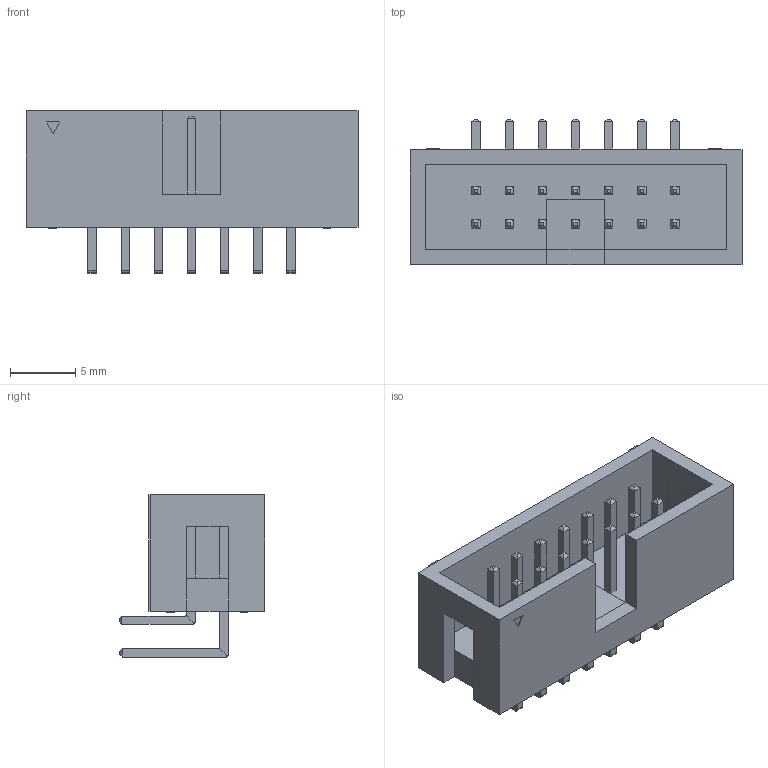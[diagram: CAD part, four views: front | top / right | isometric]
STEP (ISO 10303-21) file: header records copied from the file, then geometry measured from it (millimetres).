
FILE_DESCRIPTION(('FreeCAD Model'),'2;1');
FILE_NAME('ml_14_l.stp','2015-04-11T15:42:52',( 'FreeCAD'),('FreeCAD'),'Open CASCADE STEP processor 6.7','FreeCAD', 'Unknown');
FILE_SCHEMA(('AUTOMOTIVE_DESIGN_CC2 { 1 2 10303 214 -1 1 5 4 }'));
Length unit declared in the file: millimetre
Products named in the file (2): LinearPattern001; Array
Bounding box: 25.43 x 11.17 x 12.42 mm (x, y, z)
Volume: 1049.8 mm3; surface area: 2019.8 mm2
Topology: 15 solids, 15 shells, 384 faces, 873 edges, 522 vertices
Faces by surface type: plane 352, cylinder 32
Full cylindrical faces by diameter (mm): 0.6 x4
Entity records: 22405 total; most frequent: CARTESIAN_POINT 3926, DIRECTION 3429, LINE 2363, VECTOR 2363, ORIENTED_EDGE 1746, PCURVE 1746, DEFINITIONAL_REPRESENTATION 1746, EDGE_CURVE 873
